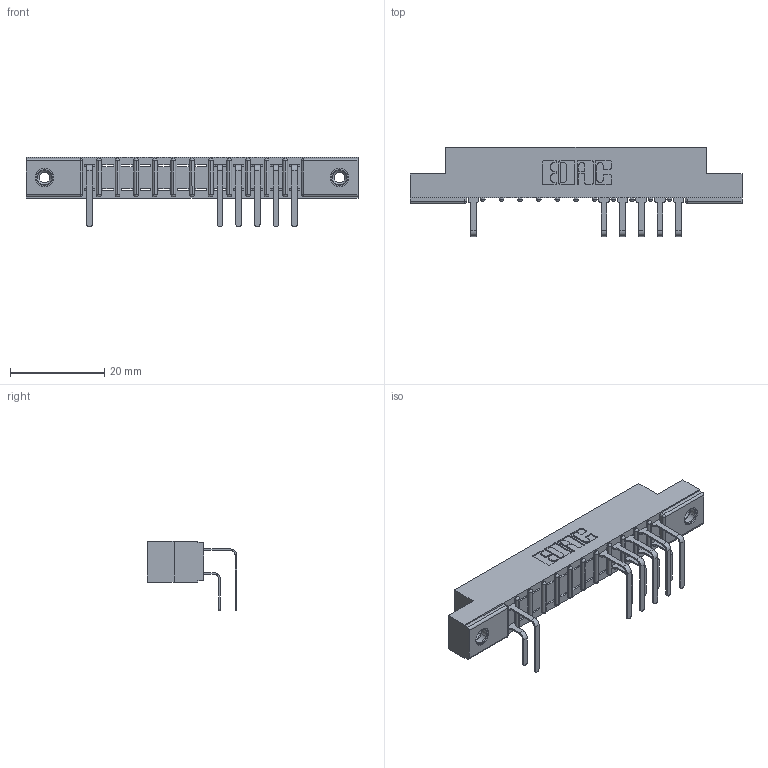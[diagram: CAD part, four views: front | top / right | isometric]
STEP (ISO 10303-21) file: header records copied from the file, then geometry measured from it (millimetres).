
FILE_DESCRIPTION (( 'STEP AP203' ), '1' );
FILE_NAME ('357-012-558-108.STEP', '2018-08-07T12:01:37', ( '' ), ( '' ), 'SwSTEP 2.0', 'SolidWorks 2016', '' );
FILE_SCHEMA (( 'CONFIG_CONTROL_DESIGN' ));
Length unit declared in the file: inch
Products named in the file (5): 345-250-001_345-250-003-102; 357-012-558-108; 307 Part_.156 Dia Mounting Holes; 307-290-001_558 559 - 1 (Single); 307-290-001_558 - 2 (Single)
Assembly tree (14 placements, depth 2):
  357-012-558-108
    307 Part_.156 Dia Mounting Holes
    307-290-001_558 559 - 1 (Single)  x5
    307-290-001_558 - 2 (Single)  x6
    345-250-001_345-250-003-102  x2
Bounding box: 70.56 x 18.96 x 14.81 mm (x, y, z)
Volume: 4492.2 mm3; surface area: 6724.9 mm2
Topology: 14 solids, 14 shells, 871 faces, 2437 edges, 1566 vertices
Faces by surface type: plane 543, cylinder 286, sphere 26, cone 12, torus 4
Entity records: 16586 total; most frequent: CARTESIAN_POINT 2764, ORIENTED_EDGE 2742, DIRECTION 2715, EDGE_CURVE 1371, LINE 1037, VECTOR 1037, VERTEX_POINT 888, AXIS2_PLACEMENT_3D 839
